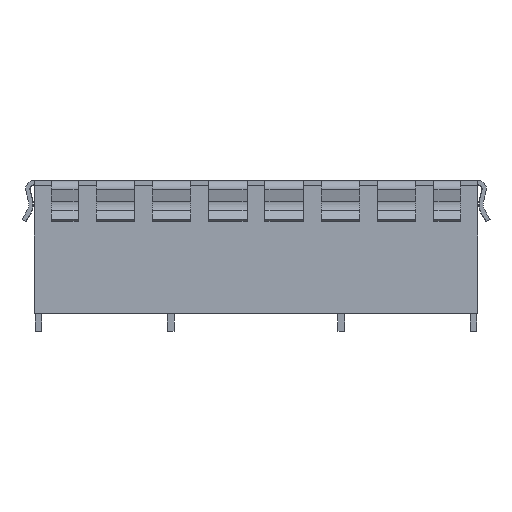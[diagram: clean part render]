
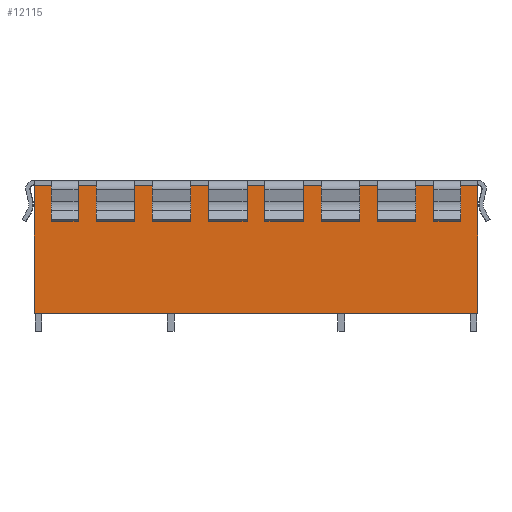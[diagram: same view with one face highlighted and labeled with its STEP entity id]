
A CAD part, left-side view. The second image highlights one B-rep face of the part: STEP entity #12115.
In plain terms, the highlighted planar face has unit normal (-1, 0, 0).
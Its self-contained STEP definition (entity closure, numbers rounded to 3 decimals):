
#1269=FACE_OUTER_BOUND('',#1945,.T.);
#1945=EDGE_LOOP('',(#10875,#10876,#10877,#10878));
#3305=LINE('',#19989,#4683);
#3306=LINE('',#19992,#4684);
#3307=LINE('',#19994,#4685);
#3308=LINE('',#19995,#4686);
#4683=VECTOR('',#16490,15.);
#4684=VECTOR('',#16493,52.);
#4685=VECTOR('',#16494,52.);
#4686=VECTOR('',#16495,15.);
#5825=VERTEX_POINT('',#19985);
#5826=VERTEX_POINT('',#19987);
#5827=VERTEX_POINT('',#19991);
#5828=VERTEX_POINT('',#19993);
#7513=EDGE_CURVE('',#5825,#5826,#3305,.T.);
#7514=EDGE_CURVE('',#5827,#5825,#3306,.T.);
#7515=EDGE_CURVE('',#5828,#5826,#3307,.T.);
#7516=EDGE_CURVE('',#5827,#5828,#3308,.T.);
#10875=ORIENTED_EDGE('',*,*,#7514,.T.);
#10876=ORIENTED_EDGE('',*,*,#7513,.T.);
#10877=ORIENTED_EDGE('',*,*,#7515,.F.);
#10878=ORIENTED_EDGE('',*,*,#7516,.F.);
#11441=PLANE('',#13164);
#12115=ADVANCED_FACE('',(#1269),#11441,.T.);
#13164=AXIS2_PLACEMENT_3D('',#19990,#16491,#16492);
#16490=DIRECTION('',(0.,0.,1.));
#16491=DIRECTION('center_axis',(-1.,0.,0.));
#16492=DIRECTION('ref_axis',(0.,-1.,0.));
#16493=DIRECTION('',(0.,-1.,0.));
#16494=DIRECTION('',(0.,-1.,0.));
#16495=DIRECTION('',(0.,0.,1.));
#19985=CARTESIAN_POINT('',(-38.5,-26.,0.));
#19987=CARTESIAN_POINT('',(-38.5,-26.,15.));
#19989=CARTESIAN_POINT('',(-38.5,-26.,0.));
#19990=CARTESIAN_POINT('Origin',(-38.5,26.,0.));
#19991=CARTESIAN_POINT('',(-38.5,26.,0.));
#19992=CARTESIAN_POINT('',(-38.5,26.,0.));
#19993=CARTESIAN_POINT('',(-38.5,26.,15.));
#19994=CARTESIAN_POINT('',(-38.5,26.,15.));
#19995=CARTESIAN_POINT('',(-38.5,26.,0.));
